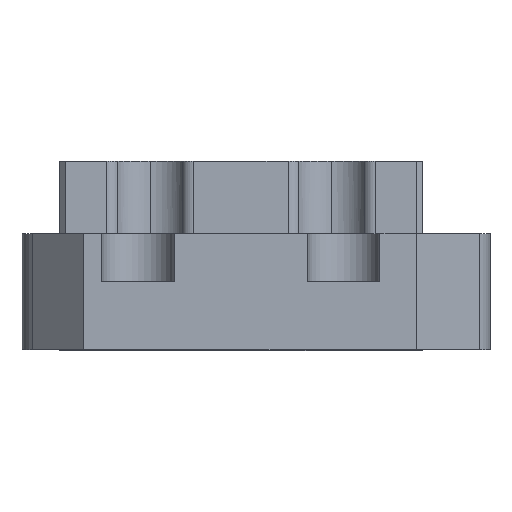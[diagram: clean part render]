
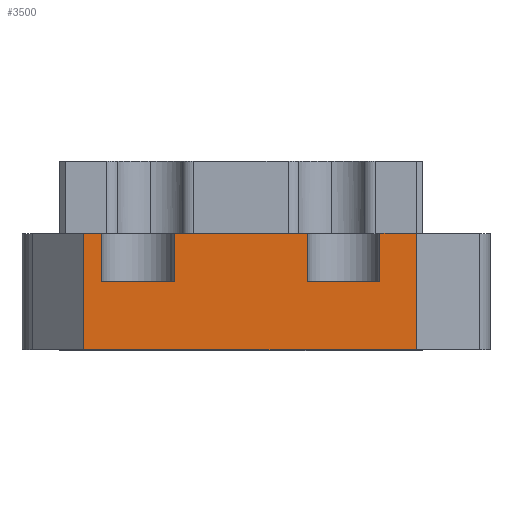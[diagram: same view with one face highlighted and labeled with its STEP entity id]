
A CAD part, top view. The second image highlights one B-rep face of the part: STEP entity #3500.
In plain terms, the highlighted planar face has unit normal (0, 0, 1).
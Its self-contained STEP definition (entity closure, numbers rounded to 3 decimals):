
#19 = VECTOR ( 'NONE', #1036, 1000. ) ;
#33 = ORIENTED_EDGE ( 'NONE', *, *, #545, .F. ) ;
#95 = CARTESIAN_POINT ( 'NONE',  ( 0., 9.6, 11.75 ) ) ;
#116 = LINE ( 'NONE', #2044, #689 ) ;
#144 = DIRECTION ( 'NONE',  ( 0., 0., -1. ) ) ;
#170 = VERTEX_POINT ( 'NONE', #4148 ) ;
#294 = EDGE_CURVE ( 'NONE', #170, #2540, #1952, .T. ) ;
#372 = DIRECTION ( 'NONE',  ( 1., 0., 0. ) ) ;
#454 = EDGE_CURVE ( 'NONE', #170, #1115, #2754, .T. ) ;
#490 = CARTESIAN_POINT ( 'NONE',  ( 14.501, 9.6, 11.75 ) ) ;
#545 = EDGE_CURVE ( 'NONE', #2389, #3022, #116, .T. ) ;
#689 = VECTOR ( 'NONE', #1708, 1000. ) ;
#700 = EDGE_CURVE ( 'NONE', #1115, #3346, #1006, .T. ) ;
#748 = VECTOR ( 'NONE', #3477, 1000. ) ;
#765 = EDGE_CURVE ( 'NONE', #1068, #3612, #3016, .T. ) ;
#829 = ORIENTED_EDGE ( 'NONE', *, *, #2285, .F. ) ;
#879 = LINE ( 'NONE', #1578, #1079 ) ;
#984 = EDGE_LOOP ( 'NONE', ( #3250, #33, #1783, #3553, #1435, #2903, #4024, #2087, #829, #2353, #3313, #1446 ) ) ;
#1006 = LINE ( 'NONE', #1268, #1212 ) ;
#1024 = EDGE_CURVE ( 'NONE', #4330, #3162, #4104, .T. ) ;
#1036 = DIRECTION ( 'NONE',  ( 0., 1., 0. ) ) ;
#1068 = VERTEX_POINT ( 'NONE', #1400 ) ;
#1079 = VECTOR ( 'NONE', #3920, 1000. ) ;
#1115 = VERTEX_POINT ( 'NONE', #3360 ) ;
#1146 = CARTESIAN_POINT ( 'NONE',  ( -15., 6., 11.75 ) ) ;
#1164 = LINE ( 'NONE', #1730, #3735 ) ;
#1205 = VERTEX_POINT ( 'NONE', #490 ) ;
#1212 = VECTOR ( 'NONE', #3242, 1000. ) ;
#1218 = DIRECTION ( 'NONE',  ( 0., 1., 0. ) ) ;
#1246 = CARTESIAN_POINT ( 'NONE',  ( -11.5, 9.6, 11.75 ) ) ;
#1258 = FACE_OUTER_BOUND ( 'NONE', #984, .T. ) ;
#1268 = CARTESIAN_POINT ( 'NONE',  ( -15., 0., 11.75 ) ) ;
#1329 = VECTOR ( 'NONE', #3653, 1000. ) ;
#1387 = CARTESIAN_POINT ( 'NONE',  ( 14.501, 0., 11.75 ) ) ;
#1400 = CARTESIAN_POINT ( 'NONE',  ( 5.5, 5.6, 11.75 ) ) ;
#1435 = ORIENTED_EDGE ( 'NONE', *, *, #294, .F. ) ;
#1446 = ORIENTED_EDGE ( 'NONE', *, *, #765, .T. ) ;
#1487 = VECTOR ( 'NONE', #2719, 1000. ) ;
#1578 = CARTESIAN_POINT ( 'NONE',  ( -11.5, -10.404, 11.75 ) ) ;
#1692 = EDGE_CURVE ( 'NONE', #2441, #2389, #1164, .T. ) ;
#1695 = CARTESIAN_POINT ( 'NONE',  ( -15., 5.6, 11.75 ) ) ;
#1708 = DIRECTION ( 'NONE',  ( 0., 1., 0. ) ) ;
#1730 = CARTESIAN_POINT ( 'NONE',  ( -15., 5.6, 11.75 ) ) ;
#1738 = LINE ( 'NONE', #1695, #748 ) ;
#1744 = DIRECTION ( 'NONE',  ( 1., 0., 0. ) ) ;
#1749 = EDGE_CURVE ( 'NONE', #1068, #4330, #1738, .T. ) ;
#1783 = ORIENTED_EDGE ( 'NONE', *, *, #1692, .F. ) ;
#1800 = CARTESIAN_POINT ( 'NONE',  ( 0., 9.6, 11.75 ) ) ;
#1867 = AXIS2_PLACEMENT_3D ( 'NONE', #1146, #144, #2507 ) ;
#1869 = CARTESIAN_POINT ( 'NONE',  ( -11.5, 5.6, 11.75 ) ) ;
#1931 = CARTESIAN_POINT ( 'NONE',  ( 11.5, 5.6, 11.75 ) ) ;
#1952 = LINE ( 'NONE', #3532, #3475 ) ;
#2040 = EDGE_CURVE ( 'NONE', #2441, #2540, #879, .T. ) ;
#2044 = CARTESIAN_POINT ( 'NONE',  ( -5.5, -10.404, 11.75 ) ) ;
#2087 = ORIENTED_EDGE ( 'NONE', *, *, #2622, .F. ) ;
#2251 = CARTESIAN_POINT ( 'NONE',  ( 5.5, -10.404, 11.75 ) ) ;
#2254 = DIRECTION ( 'NONE',  ( 1., 0., 0. ) ) ;
#2285 = EDGE_CURVE ( 'NONE', #3162, #1205, #4075, .T. ) ;
#2353 = ORIENTED_EDGE ( 'NONE', *, *, #1024, .F. ) ;
#2389 = VERTEX_POINT ( 'NONE', #4127 ) ;
#2414 = EDGE_CURVE ( 'NONE', #3022, #3612, #2664, .T. ) ;
#2441 = VERTEX_POINT ( 'NONE', #1869 ) ;
#2507 = DIRECTION ( 'NONE',  ( -1., 0., 0. ) ) ;
#2540 = VERTEX_POINT ( 'NONE', #1246 ) ;
#2622 = EDGE_CURVE ( 'NONE', #1205, #3346, #2818, .T. ) ;
#2664 = LINE ( 'NONE', #1800, #3378 ) ;
#2712 = CARTESIAN_POINT ( 'NONE',  ( 11.5, -10.404, 11.75 ) ) ;
#2719 = DIRECTION ( 'NONE',  ( 0., -1., 0. ) ) ;
#2754 = LINE ( 'NONE', #2979, #1329 ) ;
#2797 = DIRECTION ( 'NONE',  ( 1., 0., 0. ) ) ;
#2818 = LINE ( 'NONE', #4051, #1487 ) ;
#2899 = CARTESIAN_POINT ( 'NONE',  ( -5.5, 9.6, 11.75 ) ) ;
#2903 = ORIENTED_EDGE ( 'NONE', *, *, #454, .T. ) ;
#2960 = CARTESIAN_POINT ( 'NONE',  ( 11.5, 9.6, 11.75 ) ) ;
#2979 = CARTESIAN_POINT ( 'NONE',  ( -13., 6., 11.75 ) ) ;
#3016 = LINE ( 'NONE', #2251, #3465 ) ;
#3022 = VERTEX_POINT ( 'NONE', #2899 ) ;
#3134 = VECTOR ( 'NONE', #372, 1000. ) ;
#3162 = VERTEX_POINT ( 'NONE', #2960 ) ;
#3242 = DIRECTION ( 'NONE',  ( 1., 0., 0. ) ) ;
#3250 = ORIENTED_EDGE ( 'NONE', *, *, #2414, .F. ) ;
#3313 = ORIENTED_EDGE ( 'NONE', *, *, #1749, .F. ) ;
#3346 = VERTEX_POINT ( 'NONE', #1387 ) ;
#3360 = CARTESIAN_POINT ( 'NONE',  ( -13., 0., 11.75 ) ) ;
#3378 = VECTOR ( 'NONE', #2797, 1000. ) ;
#3460 = PLANE ( 'NONE',  #1867 ) ;
#3465 = VECTOR ( 'NONE', #1218, 1000. ) ;
#3475 = VECTOR ( 'NONE', #2254, 1000. ) ;
#3477 = DIRECTION ( 'NONE',  ( 1., 0., 0. ) ) ;
#3500 = ADVANCED_FACE ( 'NONE', ( #1258 ), #3460, .F. ) ;
#3532 = CARTESIAN_POINT ( 'NONE',  ( 0., 9.6, 11.75 ) ) ;
#3553 = ORIENTED_EDGE ( 'NONE', *, *, #2040, .T. ) ;
#3581 = CARTESIAN_POINT ( 'NONE',  ( 5.5, 9.6, 11.75 ) ) ;
#3612 = VERTEX_POINT ( 'NONE', #3581 ) ;
#3653 = DIRECTION ( 'NONE',  ( 0., -1., 0. ) ) ;
#3735 = VECTOR ( 'NONE', #1744, 1000. ) ;
#3920 = DIRECTION ( 'NONE',  ( 0., 1., 0. ) ) ;
#4024 = ORIENTED_EDGE ( 'NONE', *, *, #700, .T. ) ;
#4051 = CARTESIAN_POINT ( 'NONE',  ( 14.501, 15.419, 11.75 ) ) ;
#4075 = LINE ( 'NONE', #95, #3134 ) ;
#4104 = LINE ( 'NONE', #2712, #19 ) ;
#4127 = CARTESIAN_POINT ( 'NONE',  ( -5.5, 5.6, 11.75 ) ) ;
#4148 = CARTESIAN_POINT ( 'NONE',  ( -13., 9.6, 11.75 ) ) ;
#4330 = VERTEX_POINT ( 'NONE', #1931 ) ;
